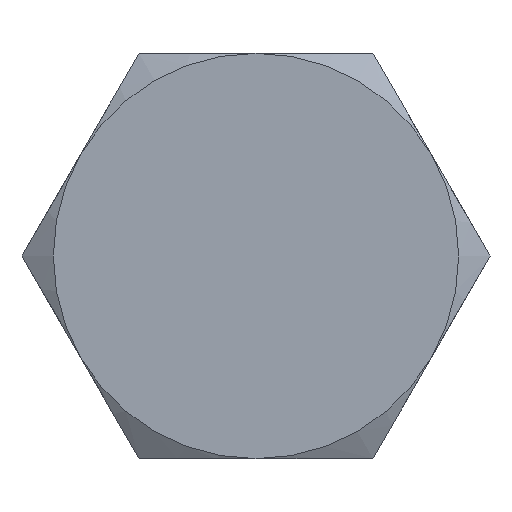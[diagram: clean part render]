
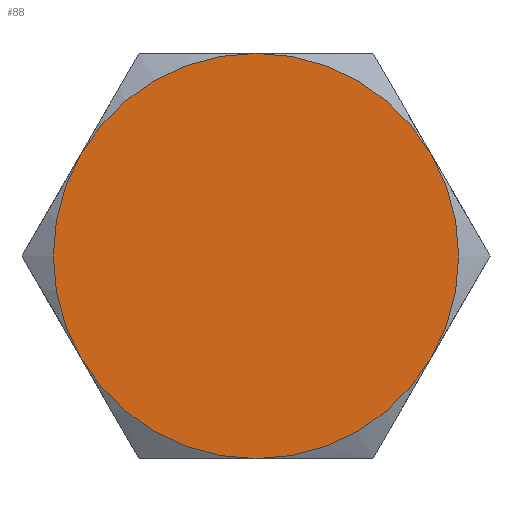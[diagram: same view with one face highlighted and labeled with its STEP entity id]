
A CAD part, left-side view. The second image highlights one B-rep face of the part: STEP entity #88.
In plain terms, the highlighted planar face has unit normal (-1, 0, 0).
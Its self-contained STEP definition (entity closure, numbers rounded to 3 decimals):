
#27=CARTESIAN_POINT('',(-18.53,6.35,0.));
#28=DIRECTION('',(1.,0.,-0.));
#29=DIRECTION('',(-0.,0.,-1.));
#30=AXIS2_PLACEMENT_3D('',#27,#28,#29);
#31=PLANE('',#30);
#32=CARTESIAN_POINT('',(-18.53,-0.,-6.35));
#33=VERTEX_POINT('',#32);
#34=CARTESIAN_POINT('',(-18.53,5.499,-3.175));
#35=VERTEX_POINT('',#34);
#36=CARTESIAN_POINT('',(-18.53,0.,0.));
#37=DIRECTION('',(1.,0.,-0.));
#38=DIRECTION('',(-0.,0.,-1.));
#39=AXIS2_PLACEMENT_3D('',#36,#37,#38);
#40=CIRCLE('',#39,6.35);
#41=EDGE_CURVE('',#33,#35,#40,.T.);
#42=ORIENTED_EDGE('',*,*,#41,.F.);
#43=CARTESIAN_POINT('',(-18.53,-5.499,-3.175));
#44=VERTEX_POINT('',#43);
#45=CARTESIAN_POINT('',(-18.53,0.,0.));
#46=DIRECTION('',(1.,0.,-0.));
#47=DIRECTION('',(-0.,0.,-1.));
#48=AXIS2_PLACEMENT_3D('',#45,#46,#47);
#49=CIRCLE('',#48,6.35);
#50=EDGE_CURVE('',#44,#33,#49,.T.);
#51=ORIENTED_EDGE('',*,*,#50,.F.);
#52=CARTESIAN_POINT('',(-18.53,-5.499,3.175));
#53=VERTEX_POINT('',#52);
#54=CARTESIAN_POINT('',(-18.53,0.,0.));
#55=DIRECTION('',(1.,0.,-0.));
#56=DIRECTION('',(-0.,0.,-1.));
#57=AXIS2_PLACEMENT_3D('',#54,#55,#56);
#58=CIRCLE('',#57,6.35);
#59=EDGE_CURVE('',#53,#44,#58,.T.);
#60=ORIENTED_EDGE('',*,*,#59,.F.);
#61=CARTESIAN_POINT('',(-18.53,0.,6.35));
#62=VERTEX_POINT('',#61);
#63=CARTESIAN_POINT('',(-18.53,0.,0.));
#64=DIRECTION('',(1.,0.,-0.));
#65=DIRECTION('',(-0.,0.,-1.));
#66=AXIS2_PLACEMENT_3D('',#63,#64,#65);
#67=CIRCLE('',#66,6.35);
#68=EDGE_CURVE('',#62,#53,#67,.T.);
#69=ORIENTED_EDGE('',*,*,#68,.F.);
#70=CARTESIAN_POINT('',(-18.53,5.499,3.175));
#71=VERTEX_POINT('',#70);
#72=CARTESIAN_POINT('',(-18.53,0.,0.));
#73=DIRECTION('',(-1.,0.,0.));
#74=DIRECTION('',(0.,0.,1.));
#75=AXIS2_PLACEMENT_3D('',#72,#73,#74);
#76=CIRCLE('',#75,6.35);
#77=EDGE_CURVE('',#62,#71,#76,.T.);
#78=ORIENTED_EDGE('',*,*,#77,.T.);
#79=CARTESIAN_POINT('',(-18.53,0.,0.));
#80=DIRECTION('',(1.,0.,-0.));
#81=DIRECTION('',(-0.,0.,-1.));
#82=AXIS2_PLACEMENT_3D('',#79,#80,#81);
#83=CIRCLE('',#82,6.35);
#84=EDGE_CURVE('',#35,#71,#83,.T.);
#85=ORIENTED_EDGE('',*,*,#84,.F.);
#86=EDGE_LOOP('',(#42,#51,#60,#69,#78,#85));
#87=FACE_BOUND('',#86,.T.);
#88=ADVANCED_FACE('',(#87),#31,.F.);
